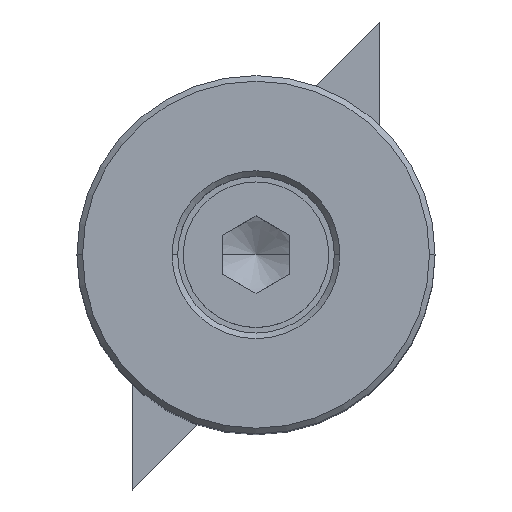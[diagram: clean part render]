
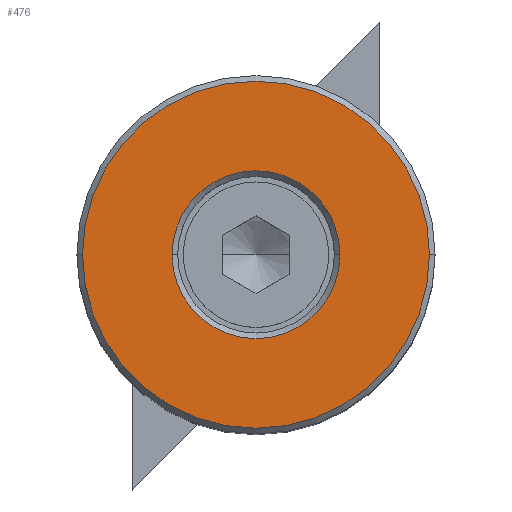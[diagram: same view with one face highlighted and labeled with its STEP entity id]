
A CAD part, top view. The second image highlights one B-rep face of the part: STEP entity #476.
In plain terms, the highlighted planar face has unit normal (0, 0, 1).
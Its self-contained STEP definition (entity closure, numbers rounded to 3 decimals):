
#346=VERTEX_POINT('',#854);
#394=VERTEX_POINT('',#909);
#438=EDGE_CURVE('',#394,#346,#958,.T.);
#476=ADVANCED_FACE('',(#998,#999),#1000,.T.);
#494=EDGE_CURVE('',#728,#544,#1023,.T.);
#544=VERTEX_POINT('',#1076);
#600=EDGE_CURVE('',#346,#394,#1140,.T.);
#660=EDGE_CURVE('',#544,#728,#1208,.T.);
#728=VERTEX_POINT('',#1285);
#854=CARTESIAN_POINT('',(15.5,0.,50.0));
#909=CARTESIAN_POINT('',(-15.5,0.,50.0));
#958=CIRCLE('',#1620,15.5);
#998=FACE_BOUND('',#1702,.T.);
#999=FACE_OUTER_BOUND('',#1703,.T.);
#1000=PLANE('',#1704);
#1023=CIRCLE('',#1731,7.5);
#1076=CARTESIAN_POINT('',(-7.5,0.,50.0));
#1140=CIRCLE('',#1900,15.5);
#1208=CIRCLE('',#1982,7.5);
#1285=CARTESIAN_POINT('',(7.5,0.,50.0));
#1620=AXIS2_PLACEMENT_3D('',#2344,#2345,#2346);
#1702=EDGE_LOOP('',(#2385,#2386));
#1703=EDGE_LOOP('',(#2387,#2388));
#1704=AXIS2_PLACEMENT_3D('',#2389,#2390,#2391);
#1731=AXIS2_PLACEMENT_3D('',#2423,#2424,#2425);
#1900=AXIS2_PLACEMENT_3D('',#2550,#2551,#2552);
#1982=AXIS2_PLACEMENT_3D('',#2640,#2641,#2642);
#2344=CARTESIAN_POINT('',(0.0,0.0,50.0));
#2345=DIRECTION('',(0.0,-0.0,1.0));
#2346=DIRECTION('',(1.0,0.,0.0));
#2385=ORIENTED_EDGE('',*,*,#494,.T.);
#2386=ORIENTED_EDGE('',*,*,#660,.T.);
#2387=ORIENTED_EDGE('',*,*,#600,.T.);
#2388=ORIENTED_EDGE('',*,*,#438,.T.);
#2389=CARTESIAN_POINT('',(7.75,0.,50.0));
#2390=DIRECTION('',(0.0,0.0,1.0));
#2391=DIRECTION('',(1.0,0.,0.0));
#2423=CARTESIAN_POINT('',(0.0,0.0,50.0));
#2424=DIRECTION('',(0.0,0.0,-1.0));
#2425=DIRECTION('',(1.0,0.,0.0));
#2550=CARTESIAN_POINT('',(0.0,0.0,50.0));
#2551=DIRECTION('',(0.0,-0.0,1.0));
#2552=DIRECTION('',(1.0,0.,0.0));
#2640=CARTESIAN_POINT('',(0.0,0.0,50.0));
#2641=DIRECTION('',(0.0,0.0,-1.0));
#2642=DIRECTION('',(1.0,0.,0.0));
